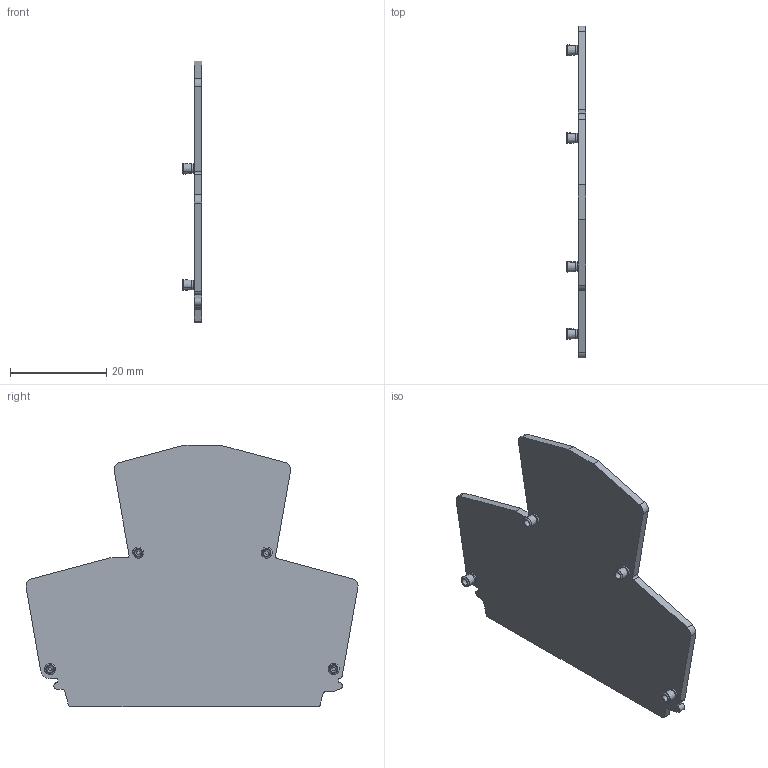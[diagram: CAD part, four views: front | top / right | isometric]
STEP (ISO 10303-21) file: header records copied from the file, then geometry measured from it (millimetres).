
FILE_DESCRIPTION(('CATIA V5 STEP Exchange','CAx-IF Rec.Pracs.--- Model Styling and Organization---1.4--- 2014-01-23'),'2;1');
FILE_NAME ('D1447840_0', '2020-01-27T13:12:42+00:00', ('none'), ('Weidmueller'), 'CATIA Version 5-6 Release 2016 SP3 HF44', 'CATIA V5 STEP AP214', 'none');
FILE_SCHEMA(('AUTOMOTIVE_DESIGN { 1 0 10303 214 1 1 1 1 }'));
Length unit declared in the file: millimetre
Products named in the file (1): 1059180000_WAP_WDK2-5_BL
Bounding box: 3.98 x 69.07 x 54.5 mm (x, y, z)
Volume: 4019.9 mm3; surface area: 5757.2 mm2
Topology: 1 solids, 1 shells, 91 faces, 211 edges, 130 vertices
Faces by surface type: cylinder 30, plane 29, cone 24, torus 8
Entity records: 2360 total; most frequent: ORIENTED_EDGE 422, CARTESIAN_POINT 403, DIRECTION 333, EDGE_CURVE 211, AXIS2_PLACEMENT_3D 162, VERTEX_POINT 130, VECTOR 111, LINE 111
